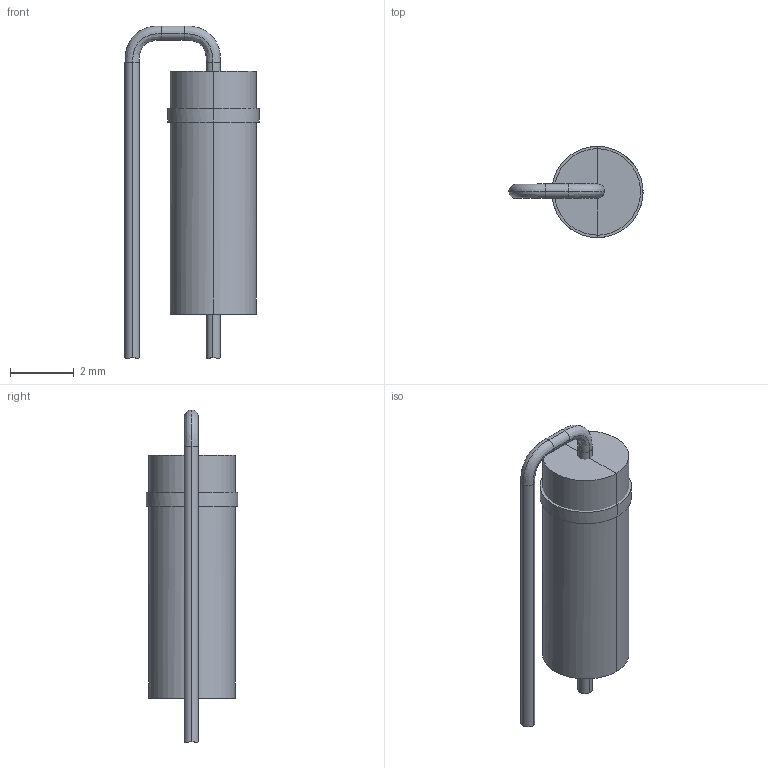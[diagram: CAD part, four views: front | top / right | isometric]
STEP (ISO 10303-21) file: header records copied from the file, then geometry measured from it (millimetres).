
FILE_DESCRIPTION(('FreeCAD Model'),'2;1');
FILE_NAME('do-7_vertical_2.54mm_lead_spacing.step','2019-10-21T18:12:55',('Author'),(''), 'Open CASCADE STEP processor 7.3','FreeCAD','Unknown');
FILE_SCHEMA(('AUTOMOTIVE_DESIGN_CC2 { 1 2 10303 214 -1 1 5 4 }'));
Length unit declared in the file: millimetre
Products named in the file (3): lead; body; body_ring
Bounding box: 4.2 x 2.87 x 10.42 mm (x, y, z)
Volume: 50.2 mm3; surface area: 124.9 mm2
Topology: 3 solids, 3 shells, 34 faces, 64 edges, 36 vertices
Faces by surface type: cylinder 12, bspline 12, plane 10
Entity records: 1323 total; most frequent: CARTESIAN_POINT 635, ORIENTED_EDGE 128, DIRECTION 118, EDGE_CURVE 64, AXIS2_PLACEMENT_3D 47, VERTEX_POINT 36, ADVANCED_FACE 34, FACE_BOUND 34
